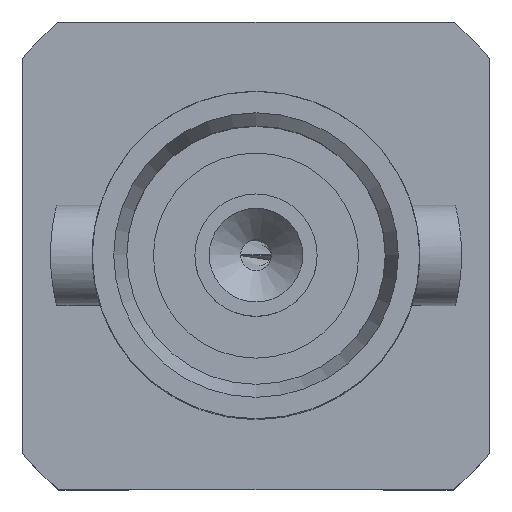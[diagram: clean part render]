
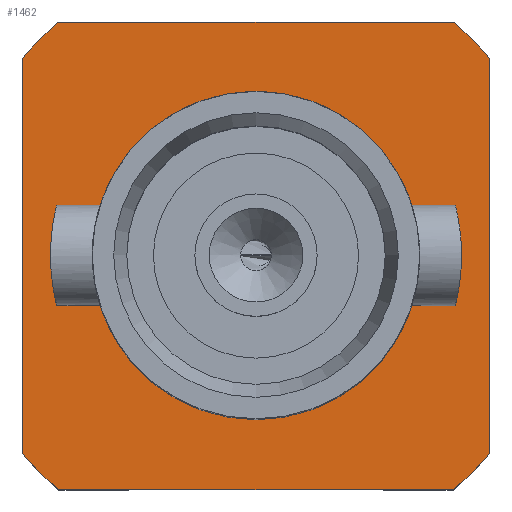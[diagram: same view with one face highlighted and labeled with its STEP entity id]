
A CAD part, top view. The second image highlights one B-rep face of the part: STEP entity #1462.
In plain terms, the highlighted planar face has unit normal (0, 0, 1).
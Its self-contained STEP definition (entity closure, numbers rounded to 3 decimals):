
#92=LINE('',#2920,#155);
#93=LINE('',#2921,#156);
#94=LINE('',#2922,#157);
#95=LINE('',#2923,#158);
#155=VECTOR('',#2038,5.477);
#156=VECTOR('',#2039,5.477);
#157=VECTOR('',#2040,5.477);
#158=VECTOR('',#2041,5.477);
#239=FACE_BOUND('',#521,.T.);
#385=FACE_OUTER_BOUND('',#520,.T.);
#520=EDGE_LOOP('',(#1206,#1207,#1208,#1209,#1210,#1211,#1212,#1213));
#521=EDGE_LOOP('',(#1214));
#608=CIRCLE('',#1614,4.25);
#610=CIRCLE('',#1617,4.25);
#612=CIRCLE('',#1620,4.25);
#615=CIRCLE('',#1624,4.25);
#628=CIRCLE('',#1650,2.275);
#726=VERTEX_POINT('',#2764);
#727=VERTEX_POINT('',#2765);
#730=VERTEX_POINT('',#2773);
#731=VERTEX_POINT('',#2774);
#734=VERTEX_POINT('',#2782);
#735=VERTEX_POINT('',#2783);
#740=VERTEX_POINT('',#2794);
#741=VERTEX_POINT('',#2796);
#766=VERTEX_POINT('',#2924);
#883=EDGE_CURVE('',#726,#727,#608,.T.);
#887=EDGE_CURVE('',#730,#731,#610,.T.);
#891=EDGE_CURVE('',#734,#735,#612,.T.);
#897=EDGE_CURVE('',#740,#741,#615,.T.);
#935=EDGE_CURVE('',#735,#740,#92,.T.);
#936=EDGE_CURVE('',#731,#734,#93,.T.);
#937=EDGE_CURVE('',#727,#730,#94,.T.);
#938=EDGE_CURVE('',#741,#726,#95,.T.);
#939=EDGE_CURVE('',#766,#766,#628,.T.);
#1206=ORIENTED_EDGE('',*,*,#897,.F.);
#1207=ORIENTED_EDGE('',*,*,#935,.F.);
#1208=ORIENTED_EDGE('',*,*,#891,.F.);
#1209=ORIENTED_EDGE('',*,*,#936,.F.);
#1210=ORIENTED_EDGE('',*,*,#887,.F.);
#1211=ORIENTED_EDGE('',*,*,#937,.F.);
#1212=ORIENTED_EDGE('',*,*,#883,.F.);
#1213=ORIENTED_EDGE('',*,*,#938,.F.);
#1214=ORIENTED_EDGE('',*,*,#939,.T.);
#1368=PLANE('',#1649);
#1462=ADVANCED_FACE('',(#385,#239),#1368,.T.);
#1614=AXIS2_PLACEMENT_3D('',#2766,#1950,#1951);
#1617=AXIS2_PLACEMENT_3D('',#2775,#1958,#1959);
#1620=AXIS2_PLACEMENT_3D('',#2784,#1966,#1967);
#1624=AXIS2_PLACEMENT_3D('',#2797,#1977,#1978);
#1649=AXIS2_PLACEMENT_3D('',#2919,#2036,#2037);
#1650=AXIS2_PLACEMENT_3D('',#2925,#2042,#2043);
#1950=DIRECTION('center_axis',(0.,0.,
-1.));
#1951=DIRECTION('ref_axis',(1.,0.,0.));
#1958=DIRECTION('center_axis',(0.,0.,
-1.));
#1959=DIRECTION('ref_axis',(1.,0.,0.));
#1966=DIRECTION('center_axis',(0.,0.,
-1.));
#1967=DIRECTION('ref_axis',(1.,0.,0.));
#1977=DIRECTION('center_axis',(0.,0.,
-1.));
#1978=DIRECTION('ref_axis',(1.,0.,0.));
#2036=DIRECTION('center_axis',(0.,0.,
1.));
#2037=DIRECTION('ref_axis',(-1.,0.,0.));
#2038=DIRECTION('',(1.,0.,0.));
#2039=DIRECTION('',(0.,1.,0.));
#2040=DIRECTION('',(-1.,0.,0.));
#2041=DIRECTION('',(0.,-1.,0.));
#2042=DIRECTION('center_axis',(0.,0.,
-1.));
#2043=DIRECTION('ref_axis',(1.,0.,0.));
#2764=CARTESIAN_POINT('',(3.25,-2.739,1.74));
#2765=CARTESIAN_POINT('',(2.739,-3.25,1.74));
#2766=CARTESIAN_POINT('Origin',(0.,0.,
1.74));
#2773=CARTESIAN_POINT('',(-2.739,-3.25,1.74));
#2774=CARTESIAN_POINT('',(-3.25,-2.739,1.74));
#2775=CARTESIAN_POINT('Origin',(0.,0.,
1.74));
#2782=CARTESIAN_POINT('',(-3.25,2.739,1.74));
#2783=CARTESIAN_POINT('',(-2.739,3.25,1.74));
#2784=CARTESIAN_POINT('Origin',(0.,0.,
1.74));
#2794=CARTESIAN_POINT('',(2.739,3.25,1.74));
#2796=CARTESIAN_POINT('',(3.25,2.739,1.74));
#2797=CARTESIAN_POINT('Origin',(0.,0.,
1.74));
#2919=CARTESIAN_POINT('Origin',(0.,-4.25,1.74));
#2920=CARTESIAN_POINT('',(-3.25,3.25,1.74));
#2921=CARTESIAN_POINT('',(-3.25,3.25,1.74));
#2922=CARTESIAN_POINT('',(-3.25,-3.25,1.74));
#2923=CARTESIAN_POINT('',(3.25,3.25,1.74));
#2924=CARTESIAN_POINT('',(2.275,0.,1.74));
#2925=CARTESIAN_POINT('Origin',(0.,0.,
1.74));
